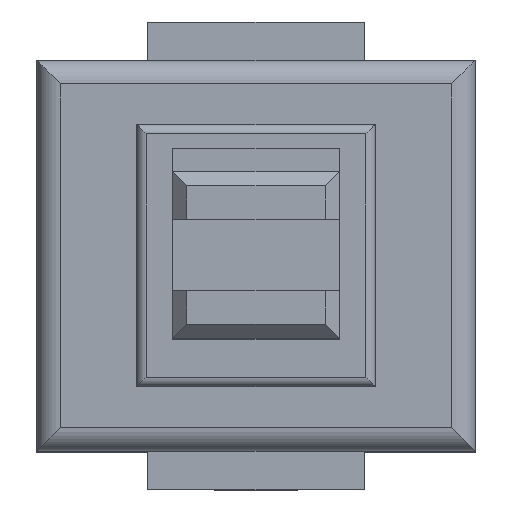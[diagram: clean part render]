
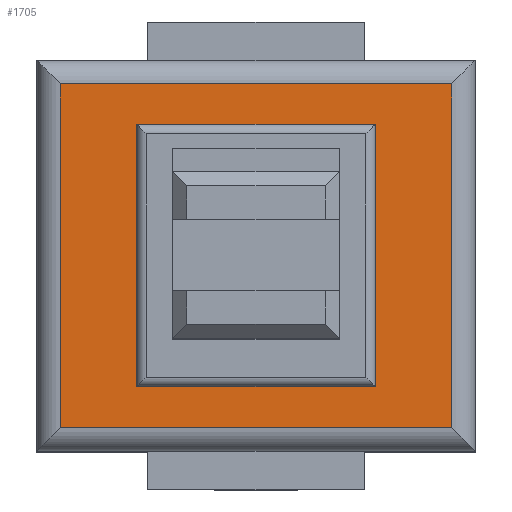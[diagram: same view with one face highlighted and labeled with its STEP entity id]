
A CAD part, top view. The second image highlights one B-rep face of the part: STEP entity #1705.
In plain terms, the highlighted planar face has unit normal (0, 0, 1).
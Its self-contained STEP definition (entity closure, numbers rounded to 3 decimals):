
#1012 = VERTEX_POINT('',#1013);
#1013 = CARTESIAN_POINT('',(-4.1,-3.6,9.));
#1020 = EDGE_CURVE('',#1012,#1021,#1023,.T.);
#1021 = VERTEX_POINT('',#1022);
#1022 = CARTESIAN_POINT('',(-4.1,3.6,9.));
#1023 = LINE('',#1024,#1025);
#1024 = CARTESIAN_POINT('',(-4.1,-4.1,9.));
#1025 = VECTOR('',#1026,1.);
#1026 = DIRECTION('',(0.,1.,0.));
#1045 = VERTEX_POINT('',#1046);
#1046 = CARTESIAN_POINT('',(4.1,-3.6,9.));
#1053 = EDGE_CURVE('',#1045,#1012,#1054,.T.);
#1054 = LINE('',#1055,#1056);
#1055 = CARTESIAN_POINT('',(4.6,-3.6,9.));
#1056 = VECTOR('',#1057,1.);
#1057 = DIRECTION('',(-1.,0.,0.));
#1300 = EDGE_CURVE('',#1021,#1301,#1303,.T.);
#1301 = VERTEX_POINT('',#1302);
#1302 = CARTESIAN_POINT('',(4.1,3.6,9.));
#1303 = LINE('',#1304,#1305);
#1304 = CARTESIAN_POINT('',(-4.6,3.6,9.));
#1305 = VECTOR('',#1306,1.);
#1306 = DIRECTION('',(1.,0.,0.));
#1555 = EDGE_CURVE('',#1301,#1045,#1556,.T.);
#1556 = LINE('',#1557,#1558);
#1557 = CARTESIAN_POINT('',(4.1,4.1,9.));
#1558 = VECTOR('',#1559,1.);
#1559 = DIRECTION('',(0.,-1.,0.));
#1705 = ADVANCED_FACE('',(#1706,#1712),#1746,.T.);
#1706 = FACE_BOUND('',#1707,.T.);
#1707 = EDGE_LOOP('',(#1708,#1709,#1710,#1711));
#1708 = ORIENTED_EDGE('',*,*,#1300,.F.);
#1709 = ORIENTED_EDGE('',*,*,#1020,.F.);
#1710 = ORIENTED_EDGE('',*,*,#1053,.F.);
#1711 = ORIENTED_EDGE('',*,*,#1555,.F.);
#1712 = FACE_BOUND('',#1713,.T.);
#1713 = EDGE_LOOP('',(#1714,#1724,#1732,#1740));
#1714 = ORIENTED_EDGE('',*,*,#1715,.T.);
#1715 = EDGE_CURVE('',#1716,#1718,#1720,.T.);
#1716 = VERTEX_POINT('',#1717);
#1717 = CARTESIAN_POINT('',(2.5,-2.75,9.));
#1718 = VERTEX_POINT('',#1719);
#1719 = CARTESIAN_POINT('',(-2.5,-2.75,9.));
#1720 = LINE('',#1721,#1722);
#1721 = CARTESIAN_POINT('',(2.5,-2.75,9.));
#1722 = VECTOR('',#1723,1.);
#1723 = DIRECTION('',(-1.,0.,0.));
#1724 = ORIENTED_EDGE('',*,*,#1725,.T.);
#1725 = EDGE_CURVE('',#1718,#1726,#1728,.T.);
#1726 = VERTEX_POINT('',#1727);
#1727 = CARTESIAN_POINT('',(-2.5,2.75,9.));
#1728 = LINE('',#1729,#1730);
#1729 = CARTESIAN_POINT('',(-2.5,-2.75,9.));
#1730 = VECTOR('',#1731,1.);
#1731 = DIRECTION('',(0.,1.,0.));
#1732 = ORIENTED_EDGE('',*,*,#1733,.T.);
#1733 = EDGE_CURVE('',#1726,#1734,#1736,.T.);
#1734 = VERTEX_POINT('',#1735);
#1735 = CARTESIAN_POINT('',(2.5,2.75,9.));
#1736 = LINE('',#1737,#1738);
#1737 = CARTESIAN_POINT('',(-2.5,2.75,9.));
#1738 = VECTOR('',#1739,1.);
#1739 = DIRECTION('',(1.,0.,0.));
#1740 = ORIENTED_EDGE('',*,*,#1741,.T.);
#1741 = EDGE_CURVE('',#1734,#1716,#1742,.T.);
#1742 = LINE('',#1743,#1744);
#1743 = CARTESIAN_POINT('',(2.5,2.75,9.));
#1744 = VECTOR('',#1745,1.);
#1745 = DIRECTION('',(0.,-1.,0.));
#1746 = PLANE('',#1747);
#1747 = AXIS2_PLACEMENT_3D('',#1748,#1749,#1750);
#1748 = CARTESIAN_POINT('',(0.,0.,9.));
#1749 = DIRECTION('',(0.,0.,1.));
#1750 = DIRECTION('',(1.,0.,0.));
